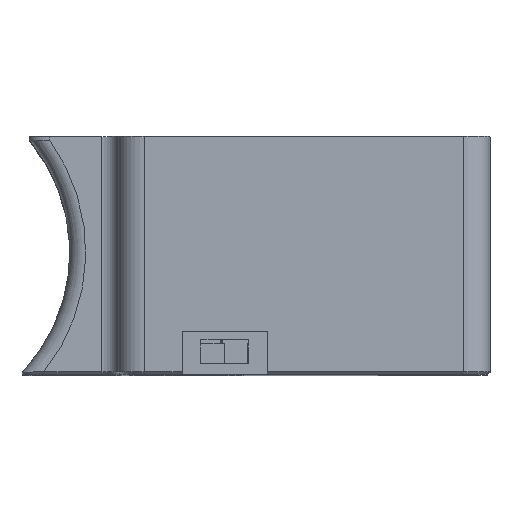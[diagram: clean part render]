
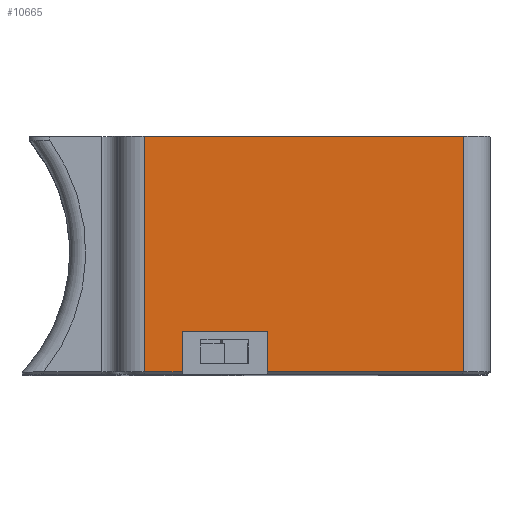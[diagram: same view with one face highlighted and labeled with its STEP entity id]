
A CAD part, top view. The second image highlights one B-rep face of the part: STEP entity #10665.
In plain terms, the highlighted planar face has unit normal (0, 0, 1).
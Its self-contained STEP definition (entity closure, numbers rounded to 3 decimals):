
#713=FACE_OUTER_BOUND('',#1296,.T.);
#1296=EDGE_LOOP('',(#7812,#7813,#7814,#7815,#7816,#7817,#7818,#7819));
#2184=LINE('',#16258,#3463);
#2229=LINE('',#16350,#3508);
#2231=LINE('',#16354,#3510);
#2232=LINE('',#16355,#3511);
#2233=LINE('',#16357,#3512);
#2234=LINE('',#16359,#3513);
#2235=LINE('',#16361,#3514);
#2236=LINE('',#16362,#3515);
#3463=VECTOR('',#12981,10.);
#3508=VECTOR('',#13056,10.);
#3510=VECTOR('',#13060,10.);
#3511=VECTOR('',#13061,10.);
#3512=VECTOR('',#13062,10.);
#3513=VECTOR('',#13063,10.);
#3514=VECTOR('',#13064,10.);
#3515=VECTOR('',#13065,10.);
#4723=VERTEX_POINT('',#16255);
#4724=VERTEX_POINT('',#16257);
#4755=VERTEX_POINT('',#16347);
#4756=VERTEX_POINT('',#16349);
#4757=VERTEX_POINT('',#16353);
#4758=VERTEX_POINT('',#16356);
#4759=VERTEX_POINT('',#16358);
#4760=VERTEX_POINT('',#16360);
#5906=EDGE_CURVE('',#4723,#4724,#2184,.T.);
#5952=EDGE_CURVE('',#4756,#4755,#2229,.T.);
#5954=EDGE_CURVE('',#4757,#4723,#2231,.T.);
#5955=EDGE_CURVE('',#4757,#4756,#2232,.T.);
#5956=EDGE_CURVE('',#4755,#4758,#2233,.T.);
#5957=EDGE_CURVE('',#4759,#4758,#2234,.T.);
#5958=EDGE_CURVE('',#4760,#4759,#2235,.T.);
#5959=EDGE_CURVE('',#4724,#4760,#2236,.T.);
#7812=ORIENTED_EDGE('',*,*,#5906,.F.);
#7813=ORIENTED_EDGE('',*,*,#5954,.F.);
#7814=ORIENTED_EDGE('',*,*,#5955,.T.);
#7815=ORIENTED_EDGE('',*,*,#5952,.T.);
#7816=ORIENTED_EDGE('',*,*,#5956,.T.);
#7817=ORIENTED_EDGE('',*,*,#5957,.F.);
#7818=ORIENTED_EDGE('',*,*,#5958,.F.);
#7819=ORIENTED_EDGE('',*,*,#5959,.F.);
#10176=PLANE('',#11383);
#10665=ADVANCED_FACE('',(#713),#10176,.T.);
#11383=AXIS2_PLACEMENT_3D('',#16352,#13058,#13059);
#12981=DIRECTION('',(0.,1.,0.));
#13056=DIRECTION('',(1.,0.,0.));
#13058=DIRECTION('center_axis',(0.,0.,1.));
#13059=DIRECTION('ref_axis',(-1.,0.,0.));
#13060=DIRECTION('',(-1.,0.,0.));
#13061=DIRECTION('',(0.,1.,0.));
#13062=DIRECTION('',(0.,-1.,0.));
#13063=DIRECTION('',(-1.,0.,0.));
#13064=DIRECTION('',(0.,-1.,0.));
#13065=DIRECTION('',(1.,0.,0.));
#16255=CARTESIAN_POINT('',(5.,-1.5,127.5));
#16257=CARTESIAN_POINT('',(5.,42.75,127.5));
#16258=CARTESIAN_POINT('',(5.,0.,127.5));
#16347=CARTESIAN_POINT('',(28.141,6.147,127.5));
#16349=CARTESIAN_POINT('',(12.141,6.147,127.5));
#16350=CARTESIAN_POINT('',(27.32,6.147,127.5));
#16352=CARTESIAN_POINT('Origin',(42.5,0.,127.5));
#16353=CARTESIAN_POINT('',(12.141,-1.5,127.5));
#16354=CARTESIAN_POINT('',(38.75,-1.5,127.5));
#16355=CARTESIAN_POINT('',(12.141,-1.027,127.5));
#16356=CARTESIAN_POINT('',(28.141,-1.5,127.5));
#16357=CARTESIAN_POINT('',(28.141,3.073,127.5));
#16358=CARTESIAN_POINT('',(65.,-1.5,127.5));
#16359=CARTESIAN_POINT('',(38.75,-1.5,127.5));
#16360=CARTESIAN_POINT('',(65.,42.75,127.5));
#16361=CARTESIAN_POINT('',(65.,0.,127.5));
#16362=CARTESIAN_POINT('',(42.5,42.75,127.5));
